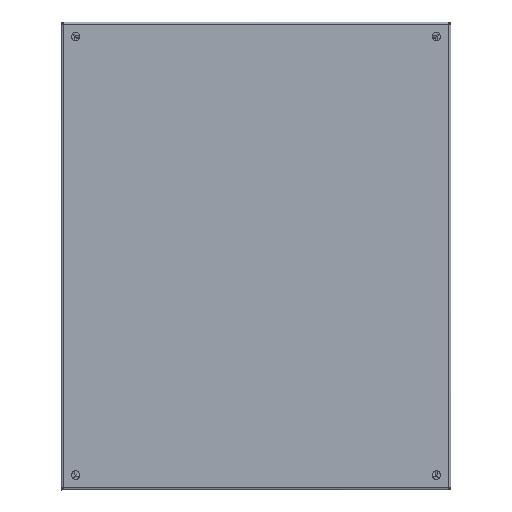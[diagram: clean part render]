
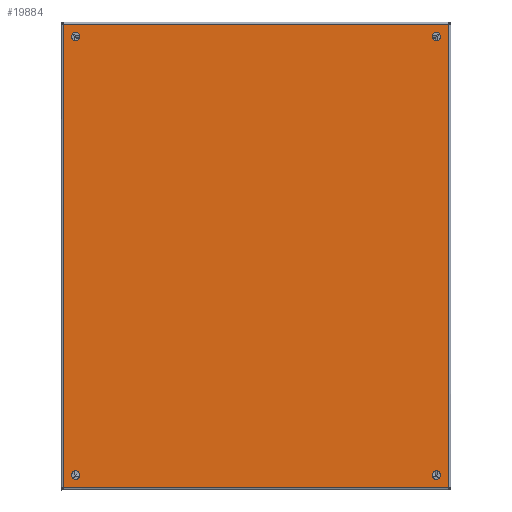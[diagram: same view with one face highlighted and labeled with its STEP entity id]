
A CAD part, top view. The second image highlights one B-rep face of the part: STEP entity #19884.
In plain terms, the highlighted face is planar.
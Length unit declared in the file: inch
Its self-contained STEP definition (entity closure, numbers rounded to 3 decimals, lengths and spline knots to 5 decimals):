
#15014=CARTESIAN_POINT('',(0.53125,0.75,0.0));
#15015=VERTEX_POINT('',#15014);
#15016=CARTESIAN_POINT('',(0.75,0.75,0.0));
#15017=DIRECTION('',(0.0,0.0,1.0));
#15018=DIRECTION('',(1.0,0.0,0.0));
#15019=AXIS2_PLACEMENT_3D('',#15016,#15017,#15018);
#15020=CIRCLE('',#15019,0.21875);
#15021=EDGE_CURVE('',#15015,#15015,#15020,.T.);
#15042=CARTESIAN_POINT('',(19.03125,0.75,0.0));
#15043=VERTEX_POINT('',#15042);
#15044=CARTESIAN_POINT('',(19.25,0.75,0.0));
#15045=DIRECTION('',(0.0,0.0,1.0));
#15046=DIRECTION('',(1.0,0.0,0.0));
#15047=AXIS2_PLACEMENT_3D('',#15044,#15045,#15046);
#15048=CIRCLE('',#15047,0.21875);
#15049=EDGE_CURVE('',#15043,#15043,#15048,.T.);
#15070=CARTESIAN_POINT('',(0.53125,23.25,0.0));
#15071=VERTEX_POINT('',#15070);
#15072=CARTESIAN_POINT('',(0.75,23.25,0.0));
#15073=DIRECTION('',(0.0,0.0,1.0));
#15074=DIRECTION('',(1.0,0.0,0.0));
#15075=AXIS2_PLACEMENT_3D('',#15072,#15073,#15074);
#15076=CIRCLE('',#15075,0.21875);
#15077=EDGE_CURVE('',#15071,#15071,#15076,.T.);
#15098=CARTESIAN_POINT('',(19.03125,23.25,0.0));
#15099=VERTEX_POINT('',#15098);
#15100=CARTESIAN_POINT('',(19.25,23.25,0.0));
#15101=DIRECTION('',(0.0,0.0,1.0));
#15102=DIRECTION('',(1.0,0.0,0.0));
#15103=AXIS2_PLACEMENT_3D('',#15100,#15101,#15102);
#15104=CIRCLE('',#15103,0.21875);
#15105=EDGE_CURVE('',#15099,#15099,#15104,.T.);
#18662=CARTESIAN_POINT('',(19.89475,23.88277,0.0));
#18663=VERTEX_POINT('',#18662);
#18760=CARTESIAN_POINT('',(19.89475,0.11723,0.0));
#18761=VERTEX_POINT('',#18760);
#18804=CARTESIAN_POINT('',(19.89475,23.88277,0.0));
#18805=DIRECTION('',(0.0,-1.0,0.0));
#18806=VECTOR('',#18805,23.76553);
#18807=LINE('',#18804,#18806);
#18808=EDGE_CURVE('',#18663,#18761,#18807,.T.);
#18979=CARTESIAN_POINT('',(0.11723,23.89475,0.));
#18980=VERTEX_POINT('',#18979);
#19077=CARTESIAN_POINT('',(19.88277,23.89475,0.0));
#19078=VERTEX_POINT('',#19077);
#19121=CARTESIAN_POINT('',(0.11723,23.89475,0.0));
#19122=DIRECTION('',(1.0,0.0,0.0));
#19123=VECTOR('',#19122,19.76553);
#19124=LINE('',#19121,#19123);
#19125=EDGE_CURVE('',#18980,#19078,#19124,.T.);
#19292=CARTESIAN_POINT('',(0.10525,0.11723,0.0));
#19293=VERTEX_POINT('',#19292);
#19390=CARTESIAN_POINT('',(0.10525,23.88277,0.0));
#19391=VERTEX_POINT('',#19390);
#19434=CARTESIAN_POINT('',(0.10525,0.11723,0.0));
#19435=DIRECTION('',(0.0,1.0,0.0));
#19436=VECTOR('',#19435,23.76553);
#19437=LINE('',#19434,#19436);
#19438=EDGE_CURVE('',#19293,#19391,#19437,.T.);
#19605=CARTESIAN_POINT('',(19.88277,0.10525,0.0));
#19606=VERTEX_POINT('',#19605);
#19661=CARTESIAN_POINT('',(0.11723,0.10525,0.0));
#19662=VERTEX_POINT('',#19661);
#19676=CARTESIAN_POINT('',(19.88277,0.10525,0.0));
#19677=DIRECTION('',(-1.0,0.0,0.0));
#19678=VECTOR('',#19677,19.76553);
#19679=LINE('',#19676,#19678);
#19680=EDGE_CURVE('',#19606,#19662,#19679,.T.);
#19771=CARTESIAN_POINT('',(0.06211,0.06211,0.0));
#19772=DIRECTION('',(0.0,0.0,1.0));
#19773=DIRECTION('',(1.0,0.0,0.0));
#19774=AXIS2_PLACEMENT_3D('',#19771,#19772,#19773);
#19775=CIRCLE('',#19774,0.07);
#19776=EDGE_CURVE('',#19662,#19293,#19775,.T.);
#19833=CARTESIAN_POINT('',(19.93789,0.06211,0.0));
#19834=DIRECTION('',(0.0,0.0,1.0));
#19835=DIRECTION('',(1.0,0.0,0.0));
#19836=AXIS2_PLACEMENT_3D('',#19833,#19834,#19835);
#19837=CIRCLE('',#19836,0.07);
#19838=EDGE_CURVE('',#18761,#19606,#19837,.T.);
#19845=CARTESIAN_POINT('',(10.,12.,0.0));
#19846=DIRECTION('',(0.0,0.0,1.0));
#19847=DIRECTION('',(1.0,0.0,0.0));
#19848=AXIS2_PLACEMENT_3D('',#19845,#19846,#19847);
#19849=PLANE('',#19848);
#19850=ORIENTED_EDGE('',*,*,#19680,.T.);
#19851=ORIENTED_EDGE('',*,*,#19776,.T.);
#19852=ORIENTED_EDGE('',*,*,#19438,.T.);
#19853=CARTESIAN_POINT('',(0.06211,23.93789,0.0));
#19854=DIRECTION('',(0.0,0.0,1.0));
#19855=DIRECTION('',(1.0,0.0,0.0));
#19856=AXIS2_PLACEMENT_3D('',#19853,#19854,#19855);
#19857=CIRCLE('',#19856,0.07);
#19858=EDGE_CURVE('',#19391,#18980,#19857,.T.);
#19859=ORIENTED_EDGE('',*,*,#19858,.T.);
#19860=ORIENTED_EDGE('',*,*,#19125,.T.);
#19861=CARTESIAN_POINT('',(19.93789,23.93789,0.0));
#19862=DIRECTION('',(0.0,0.0,1.0));
#19863=DIRECTION('',(1.0,0.0,0.0));
#19864=AXIS2_PLACEMENT_3D('',#19861,#19862,#19863);
#19865=CIRCLE('',#19864,0.07);
#19866=EDGE_CURVE('',#19078,#18663,#19865,.T.);
#19867=ORIENTED_EDGE('',*,*,#19866,.T.);
#19868=ORIENTED_EDGE('',*,*,#18808,.T.);
#19869=ORIENTED_EDGE('',*,*,#19838,.T.);
#19870=EDGE_LOOP('',(#19850,#19851,#19852,#19859,#19860,#19867,#19868,#19869));
#19871=FACE_OUTER_BOUND('',#19870,.T.);
#19872=ORIENTED_EDGE('',*,*,#15021,.T.);
#19873=EDGE_LOOP('',(#19872));
#19874=FACE_BOUND('',#19873,.T.);
#19875=ORIENTED_EDGE('',*,*,#15049,.T.);
#19876=EDGE_LOOP('',(#19875));
#19877=FACE_BOUND('',#19876,.T.);
#19878=ORIENTED_EDGE('',*,*,#15077,.T.);
#19879=EDGE_LOOP('',(#19878));
#19880=FACE_BOUND('',#19879,.T.);
#19881=ORIENTED_EDGE('',*,*,#15105,.T.);
#19882=EDGE_LOOP('',(#19881));
#19883=FACE_BOUND('',#19882,.T.);
#19884=ADVANCED_FACE('',(#19871,#19874,#19877,#19880,#19883),#19849,.F.);
